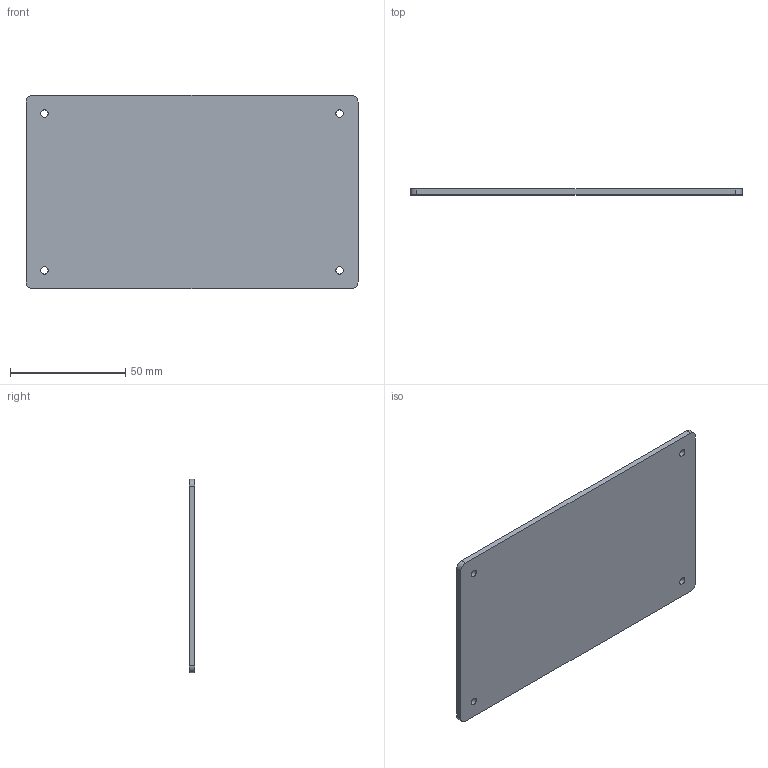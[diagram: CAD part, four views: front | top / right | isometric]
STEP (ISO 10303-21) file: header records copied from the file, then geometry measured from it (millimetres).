
FILE_DESCRIPTION(/* description */ (''),/* implementation_level */ '2;1');
FILE_NAME(/* name */ 'CS14484_Top.step',/* time_stamp */ '2018-12-21T15:55:13-06:00',/* author */ ('pbartekMQ8AL'),/* organization */ (''),/* preprocessor_version */ 'ST-DEVELOPER v17.2',/* originating_system */ 'Autodesk Translation Framework v7.6.0.251',/* authorisation */ '');
FILE_SCHEMA (('AUTOMOTIVE_DESIGN { 1 0 10303 214 3 1 1 }'));
Length unit declared in the file: millimetre
Products named in the file (1): CS14484_Top
Bounding box: 144 x 2.5 x 84 mm (x, y, z)
Volume: 30140.3 mm3; surface area: 25339.9 mm2
Topology: 1 solids, 1 shells, 14 faces, 36 edges, 24 vertices
Faces by surface type: cylinder 8, plane 6
Full cylindrical faces by diameter (mm): 3.2 x4
Entity records: 492 total; most frequent: DIRECTION 82, CARTESIAN_POINT 75, ORIENTED_EDGE 72, EDGE_CURVE 36, AXIS2_PLACEMENT_3D 31, VERTEX_POINT 24, EDGE_LOOP 22, LINE 20
